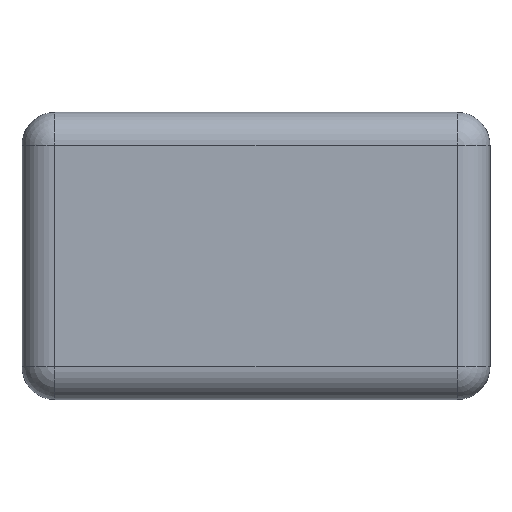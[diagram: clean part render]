
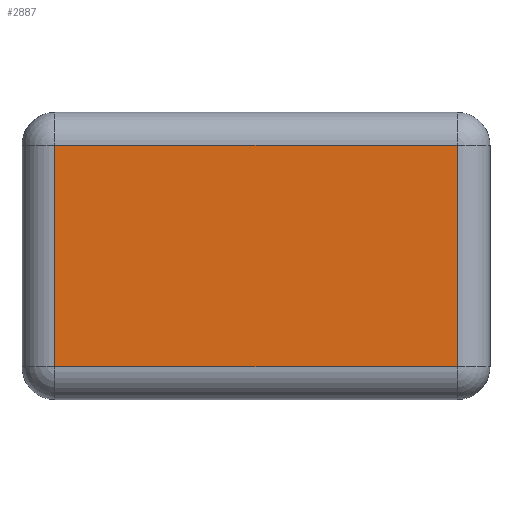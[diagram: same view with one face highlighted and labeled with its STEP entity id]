
A CAD part, front view. The second image highlights one B-rep face of the part: STEP entity #2887.
In plain terms, the highlighted planar face has unit normal (0, -1, 0).
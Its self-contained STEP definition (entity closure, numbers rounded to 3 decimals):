
#308 = VERTEX_POINT ( 'NONE', #24745 ) ;
#386 = CARTESIAN_POINT ( 'NONE',  ( -487.596, -139.7, -268.454 ) ) ;
#686 = ORIENTED_EDGE ( 'NONE', *, *, #16019, .T. ) ;
#1030 = EDGE_LOOP ( 'NONE', ( #686, #42086, #24250, #4337 ) ) ;
#1942 = CARTESIAN_POINT ( 'NONE',  ( 567.596, -139.7, -268.454 ) ) ;
#2887 = ADVANCED_FACE ( 'NONE', ( #11397 ), #35774, .F. ) ;
#2959 = CARTESIAN_POINT ( 'NONE',  ( 487.596, -139.7, 268.454 ) ) ;
#4337 = ORIENTED_EDGE ( 'NONE', *, *, #34503, .T. ) ;
#11318 = DIRECTION ( 'NONE',  ( 0., 0., -1. ) ) ;
#11397 = FACE_OUTER_BOUND ( 'NONE', #1030, .T. ) ;
#11853 = CARTESIAN_POINT ( 'NONE',  ( -527.596, -139.7, 308.521 ) ) ;
#13243 = LINE ( 'NONE', #44583, #14076 ) ;
#14076 = VECTOR ( 'NONE', #19747, 1000. ) ;
#14990 = EDGE_CURVE ( 'NONE', #34798, #44173, #43635, .T. ) ;
#16019 = EDGE_CURVE ( 'NONE', #35854, #308, #33720, .T. ) ;
#18951 = LINE ( 'NONE', #21549, #33084 ) ;
#19747 = DIRECTION ( 'NONE',  ( 0., 0., 1. ) ) ;
#21481 = VECTOR ( 'NONE', #37148, 1000. ) ;
#21549 = CARTESIAN_POINT ( 'NONE',  ( -487.596, -139.7, -348.454 ) ) ;
#21852 = DIRECTION ( 'NONE',  ( 0., 1., 0. ) ) ;
#24250 = ORIENTED_EDGE ( 'NONE', *, *, #14990, .T. ) ;
#24745 = CARTESIAN_POINT ( 'NONE',  ( 487.596, -139.7, -268.454 ) ) ;
#29972 = CARTESIAN_POINT ( 'NONE',  ( -567.596, -139.7, 268.454 ) ) ;
#30328 = AXIS2_PLACEMENT_3D ( 'NONE', #11853, #21852, #36212 ) ;
#33084 = VECTOR ( 'NONE', #11318, 1000. ) ;
#33518 = CARTESIAN_POINT ( 'NONE',  ( -487.596, -139.7, 268.454 ) ) ;
#33720 = LINE ( 'NONE', #1942, #44420 ) ;
#34503 = EDGE_CURVE ( 'NONE', #44173, #35854, #18951, .T. ) ;
#34798 = VERTEX_POINT ( 'NONE', #2959 ) ;
#35774 = PLANE ( 'NONE',  #30328 ) ;
#35854 = VERTEX_POINT ( 'NONE', #386 ) ;
#36212 = DIRECTION ( 'NONE',  ( 0., 0., 1. ) ) ;
#37148 = DIRECTION ( 'NONE',  ( -1., 0., 0. ) ) ;
#38592 = DIRECTION ( 'NONE',  ( 1., 0., 0. ) ) ;
#42086 = ORIENTED_EDGE ( 'NONE', *, *, #45411, .T. ) ;
#43635 = LINE ( 'NONE', #29972, #21481 ) ;
#44173 = VERTEX_POINT ( 'NONE', #33518 ) ;
#44420 = VECTOR ( 'NONE', #38592, 1000. ) ;
#44583 = CARTESIAN_POINT ( 'NONE',  ( 487.596, -139.7, 348.454 ) ) ;
#45411 = EDGE_CURVE ( 'NONE', #308, #34798, #13243, .T. ) ;
